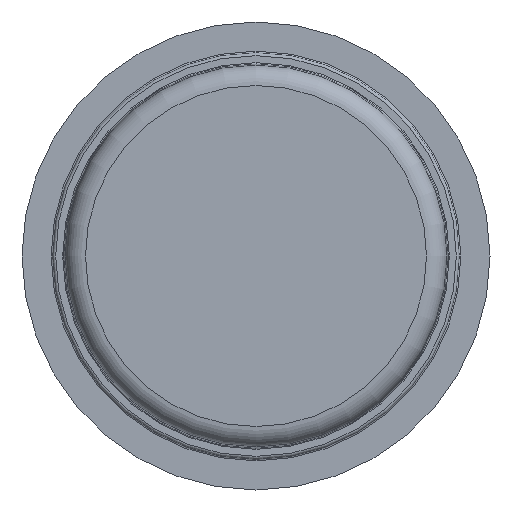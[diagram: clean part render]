
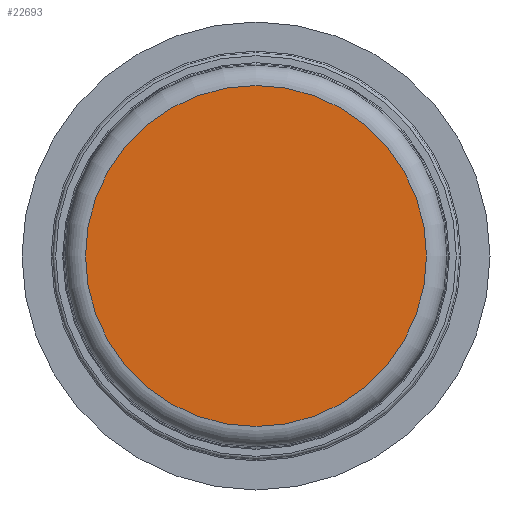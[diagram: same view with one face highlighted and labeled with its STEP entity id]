
A CAD part, front view. The second image highlights one B-rep face of the part: STEP entity #22693.
In plain terms, the highlighted face is planar.
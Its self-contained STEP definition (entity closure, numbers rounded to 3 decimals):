
#1164 = DIRECTION ( 'NONE',  ( 0., 0., 1. ) ) ;
#4272 = FACE_OUTER_BOUND ( 'NONE', #12351, .T. ) ;
#5962 = ORIENTED_EDGE ( 'NONE', *, *, #30903, .T. ) ;
#12351 = EDGE_LOOP ( 'NONE', ( #5962 ) ) ;
#16909 = CARTESIAN_POINT ( 'NONE',  ( 106.395, 0., 0. ) ) ;
#17039 = PLANE ( 'NONE',  #22036 ) ;
#17452 = AXIS2_PLACEMENT_3D ( 'NONE', #17915, #1164, #34292 ) ;
#17866 = DIRECTION ( 'NONE',  ( -1., 0., 0. ) ) ;
#17915 = CARTESIAN_POINT ( 'NONE',  ( 0., 0., 0. ) ) ;
#22036 = AXIS2_PLACEMENT_3D ( 'NONE', #29842, #22223, #17866 ) ;
#22223 = DIRECTION ( 'NONE',  ( 0., 0., -1. ) ) ;
#22693 = ADVANCED_FACE ( 'NONE', ( #4272 ), #17039, .F. ) ;
#26855 = CIRCLE ( 'NONE', #17452, 106.395 ) ;
#29842 = CARTESIAN_POINT ( 'NONE',  ( -106.395, 0., 0. ) ) ;
#30903 = EDGE_CURVE ( 'NONE', #32868, #32868, #26855, .T. ) ;
#32868 = VERTEX_POINT ( 'NONE', #16909 ) ;
#34292 = DIRECTION ( 'NONE',  ( 1., 0., 0. ) ) ;
